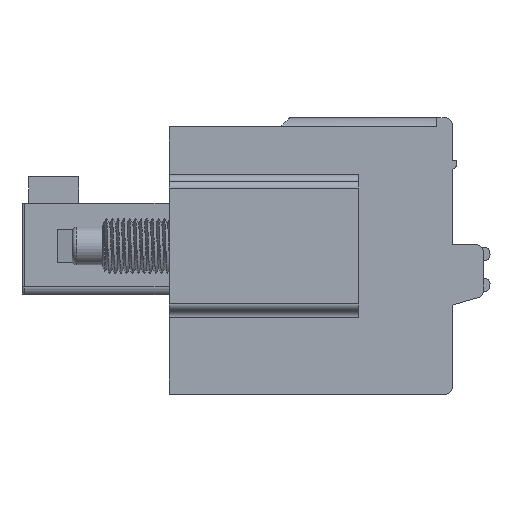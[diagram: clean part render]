
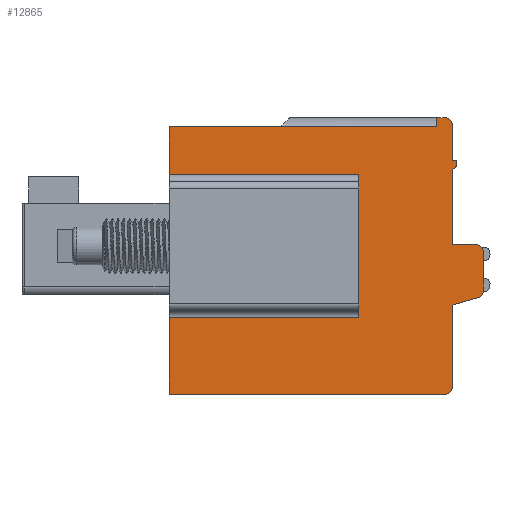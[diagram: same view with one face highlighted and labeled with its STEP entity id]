
A CAD part, left-side view. The second image highlights one B-rep face of the part: STEP entity #12865.
In plain terms, the highlighted planar face has unit normal (-1, 0, 0).
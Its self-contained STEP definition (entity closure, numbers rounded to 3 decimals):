
#56=DIRECTION('',(0.,0.,-1.));
#57=VECTOR('',#56,6.4);
#58=CARTESIAN_POINT('',(0.,-8.5,3.2));
#59=LINE('',#58,#57);
#312=DIRECTION('',(0.,-1.,0.));
#313=VECTOR('',#312,8.5);
#314=CARTESIAN_POINT('',(0.,0.,-3.2));
#315=LINE('',#314,#313);
#326=DIRECTION('',(0.,0.,1.));
#327=VECTOR('',#326,2.15);
#328=CARTESIAN_POINT('',(0.,0.,3.2));
#329=LINE('',#328,#327);
#330=DIRECTION('',(0.,-1.,0.));
#331=VECTOR('',#330,12.);
#332=CARTESIAN_POINT('',(0.,0.,5.35));
#333=LINE('',#332,#331);
#334=DIRECTION('',(0.,0.,-1.));
#335=VECTOR('',#334,0.4);
#336=CARTESIAN_POINT('',(0.,-12.,5.75));
#337=LINE('',#336,#335);
#338=DIRECTION('',(0.,1.,0.));
#339=VECTOR('',#338,0.4);
#340=CARTESIAN_POINT('',(0.,-12.4,5.75));
#341=LINE('',#340,#339);
#342=CARTESIAN_POINT('',(0.,-12.4,5.45));
#343=DIRECTION('',(-1.,0.,0.));
#344=DIRECTION('',(0.,-1.,0.));
#345=AXIS2_PLACEMENT_3D('',#342,#343,#344);
#347=DIRECTION('',(0.,0.,-1.));
#348=VECTOR('',#347,1.6);
#349=CARTESIAN_POINT('',(0.,-12.7,5.45));
#350=LINE('',#349,#348);
#351=DIRECTION('',(0.,1.,0.));
#352=VECTOR('',#351,0.2);
#353=CARTESIAN_POINT('',(0.,-12.9,3.85));
#354=LINE('',#353,#352);
#355=DIRECTION('',(0.,0.,1.));
#356=VECTOR('',#355,0.2);
#357=CARTESIAN_POINT('',(0.,-12.9,3.65));
#358=LINE('',#357,#356);
#359=CARTESIAN_POINT('',(0.,-12.7,3.65));
#360=DIRECTION('',(-1.,0.,0.));
#361=DIRECTION('',(0.,0.,-1.));
#362=AXIS2_PLACEMENT_3D('',#359,#360,#361);
#364=DIRECTION('',(0.,0.,-1.));
#365=VECTOR('',#364,3.4);
#366=CARTESIAN_POINT('',(0.,-12.7,3.45));
#367=LINE('',#366,#365);
#368=DIRECTION('',(0.,1.,0.));
#369=VECTOR('',#368,1.1);
#370=CARTESIAN_POINT('',(0.,-13.8,0.05));
#371=LINE('',#370,#369);
#372=CARTESIAN_POINT('',(0.,-13.8,-0.25));
#373=DIRECTION('',(-1.,0.,0.));
#374=DIRECTION('',(0.,-1.,0.));
#375=AXIS2_PLACEMENT_3D('',#372,#373,#374);
#377=DIRECTION('',(0.,0.,1.));
#378=VECTOR('',#377,1.774);
#379=CARTESIAN_POINT('',(0.,-14.1,-2.024));
#380=LINE('',#379,#378);
#381=CARTESIAN_POINT('',(0.,-13.8,-2.024));
#382=DIRECTION('',(-1.,0.,0.));
#383=DIRECTION('',(0.,-0.275,-0.962));
#384=AXIS2_PLACEMENT_3D('',#381,#382,#383);
#386=DIRECTION('',(0.,-0.962,0.275));
#387=VECTOR('',#386,1.23);
#388=CARTESIAN_POINT('',(0.,-12.7,-2.65));
#389=LINE('',#388,#387);
#390=DIRECTION('',(0.,0.,-1.));
#391=VECTOR('',#390,3.7);
#392=CARTESIAN_POINT('',(0.,-12.7,-2.65));
#393=LINE('',#392,#391);
#394=CARTESIAN_POINT('',(0.,-12.4,-6.35));
#395=DIRECTION('',(-1.,0.,0.));
#396=DIRECTION('',(0.,0.,-1.));
#397=AXIS2_PLACEMENT_3D('',#394,#395,#396);
#399=DIRECTION('',(0.,1.,0.));
#400=VECTOR('',#399,12.4);
#401=CARTESIAN_POINT('',(0.,-12.4,-6.65));
#402=LINE('',#401,#400);
#403=DIRECTION('',(0.,0.,1.));
#404=VECTOR('',#403,3.45);
#405=CARTESIAN_POINT('',(0.,0.,-6.65));
#406=LINE('',#405,#404);
#407=DIRECTION('',(0.,1.,0.));
#408=VECTOR('',#407,8.5);
#409=CARTESIAN_POINT('',(0.,-8.5,3.2));
#410=LINE('',#409,#408);
#10676=CARTESIAN_POINT('',(0.,0.,5.35));
#10677=CARTESIAN_POINT('',(0.,-12.,5.35));
#10678=VERTEX_POINT('',#10676);
#10679=VERTEX_POINT('',#10677);
#10680=CARTESIAN_POINT('',(0.,-12.7,5.45));
#10681=CARTESIAN_POINT('',(0.,-12.7,3.85));
#10682=VERTEX_POINT('',#10680);
#10683=VERTEX_POINT('',#10681);
#10684=CARTESIAN_POINT('',(0.,-12.7,3.45));
#10685=CARTESIAN_POINT('',(0.,-12.7,0.05));
#10686=VERTEX_POINT('',#10684);
#10687=VERTEX_POINT('',#10685);
#10688=CARTESIAN_POINT('',(0.,-12.7,-2.65));
#10689=CARTESIAN_POINT('',(0.,-12.7,-6.35));
#10690=VERTEX_POINT('',#10688);
#10691=VERTEX_POINT('',#10689);
#10692=CARTESIAN_POINT('',(0.,-12.4,-6.65));
#10693=CARTESIAN_POINT('',(0.,0.,-6.65));
#10694=VERTEX_POINT('',#10692);
#10695=VERTEX_POINT('',#10693);
#10696=CARTESIAN_POINT('',(0.,-13.882,-2.312));
#10697=VERTEX_POINT('',#10696);
#10698=CARTESIAN_POINT('',(0.,-14.1,-2.024));
#10699=VERTEX_POINT('',#10698);
#10700=CARTESIAN_POINT('',(0.,-14.1,-0.25));
#10701=VERTEX_POINT('',#10700);
#10702=CARTESIAN_POINT('',(0.,-13.8,0.05));
#10703=VERTEX_POINT('',#10702);
#10704=CARTESIAN_POINT('',(0.,-12.9,3.65));
#10705=VERTEX_POINT('',#10704);
#10706=CARTESIAN_POINT('',(0.,-12.9,3.85));
#10707=VERTEX_POINT('',#10706);
#10708=CARTESIAN_POINT('',(0.,-12.4,5.75));
#10709=VERTEX_POINT('',#10708);
#10710=CARTESIAN_POINT('',(0.,-12.,5.75));
#10711=VERTEX_POINT('',#10710);
#10712=CARTESIAN_POINT('',(0.,-8.5,3.2));
#10713=CARTESIAN_POINT('',(0.,-8.5,-3.2));
#10714=VERTEX_POINT('',#10712);
#10715=VERTEX_POINT('',#10713);
#10716=CARTESIAN_POINT('',(0.,0.,-3.2));
#10717=VERTEX_POINT('',#10716);
#10718=CARTESIAN_POINT('',(0.,0.,3.2));
#10719=VERTEX_POINT('',#10718);
#12816=CARTESIAN_POINT('',(0.,7.49,-10.9));
#12817=DIRECTION('',(-1.,0.,0.));
#12818=DIRECTION('',(0.,-1.,0.));
#12819=AXIS2_PLACEMENT_3D('',#12816,#12817,#12818);
#12820=PLANE('',#12819);
#12821=ORIENTED_EDGE('',*,*,#12466,.F.);
#12823=ORIENTED_EDGE('',*,*,#12822,.T.);
#12825=ORIENTED_EDGE('',*,*,#12824,.T.);
#12827=ORIENTED_EDGE('',*,*,#12826,.T.);
#12829=ORIENTED_EDGE('',*,*,#12828,.F.);
#12831=ORIENTED_EDGE('',*,*,#12830,.F.);
#12833=ORIENTED_EDGE('',*,*,#12832,.F.);
#12835=ORIENTED_EDGE('',*,*,#12834,.T.);
#12837=ORIENTED_EDGE('',*,*,#12836,.F.);
#12839=ORIENTED_EDGE('',*,*,#12838,.F.);
#12841=ORIENTED_EDGE('',*,*,#12840,.F.);
#12843=ORIENTED_EDGE('',*,*,#12842,.T.);
#12845=ORIENTED_EDGE('',*,*,#12844,.F.);
#12847=ORIENTED_EDGE('',*,*,#12846,.F.);
#12849=ORIENTED_EDGE('',*,*,#12848,.F.);
#12851=ORIENTED_EDGE('',*,*,#12850,.F.);
#12853=ORIENTED_EDGE('',*,*,#12852,.F.);
#12855=ORIENTED_EDGE('',*,*,#12854,.T.);
#12857=ORIENTED_EDGE('',*,*,#12856,.F.);
#12859=ORIENTED_EDGE('',*,*,#12858,.T.);
#12861=ORIENTED_EDGE('',*,*,#12860,.T.);
#12862=ORIENTED_EDGE('',*,*,#12806,.T.);
#12863=EDGE_LOOP('',(#12821,#12823,#12825,#12827,#12829,#12831,#12833,#12835,
#12837,#12839,#12841,#12843,#12845,#12847,#12849,#12851,#12853,#12855,#12857,
#12859,#12861,#12862));
#12864=FACE_OUTER_BOUND('',#12863,.F.);
#12865=ADVANCED_FACE('',(#12864),#12820,.T.);
#346=CIRCLE('',#345,0.3);
#363=CIRCLE('',#362,0.2);
#376=CIRCLE('',#375,0.3);
#385=CIRCLE('',#384,0.3);
#398=CIRCLE('',#397,0.3);
#12466=EDGE_CURVE('',#10714,#10715,#59,.T.);
#12806=EDGE_CURVE('',#10717,#10715,#315,.T.);
#12822=EDGE_CURVE('',#10714,#10719,#410,.T.);
#12824=EDGE_CURVE('',#10719,#10678,#329,.T.);
#12826=EDGE_CURVE('',#10678,#10679,#333,.T.);
#12828=EDGE_CURVE('',#10711,#10679,#337,.T.);
#12830=EDGE_CURVE('',#10709,#10711,#341,.T.);
#12832=EDGE_CURVE('',#10682,#10709,#346,.T.);
#12834=EDGE_CURVE('',#10682,#10683,#350,.T.);
#12836=EDGE_CURVE('',#10707,#10683,#354,.T.);
#12838=EDGE_CURVE('',#10705,#10707,#358,.T.);
#12840=EDGE_CURVE('',#10686,#10705,#363,.T.);
#12842=EDGE_CURVE('',#10686,#10687,#367,.T.);
#12844=EDGE_CURVE('',#10703,#10687,#371,.T.);
#12846=EDGE_CURVE('',#10701,#10703,#376,.T.);
#12848=EDGE_CURVE('',#10699,#10701,#380,.T.);
#12850=EDGE_CURVE('',#10697,#10699,#385,.T.);
#12852=EDGE_CURVE('',#10690,#10697,#389,.T.);
#12854=EDGE_CURVE('',#10690,#10691,#393,.T.);
#12856=EDGE_CURVE('',#10694,#10691,#398,.T.);
#12858=EDGE_CURVE('',#10694,#10695,#402,.T.);
#12860=EDGE_CURVE('',#10695,#10717,#406,.T.);
